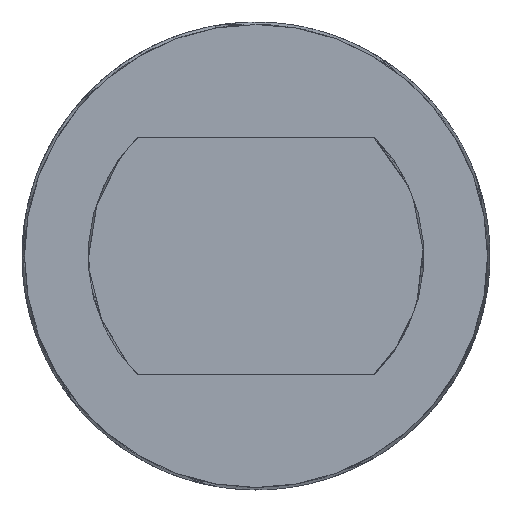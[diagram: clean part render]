
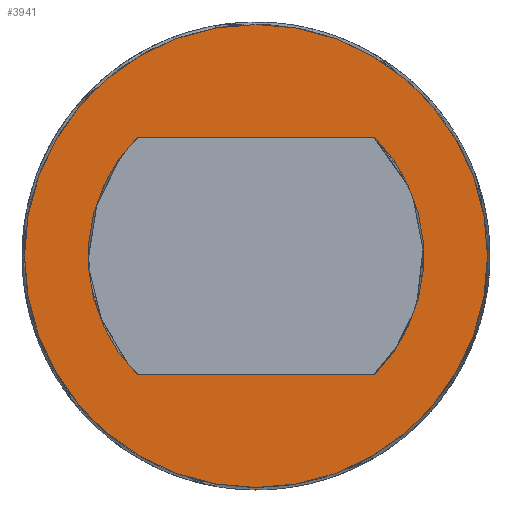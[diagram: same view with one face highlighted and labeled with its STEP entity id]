
A CAD part, front view. The second image highlights one B-rep face of the part: STEP entity #3941.
In plain terms, the highlighted planar face has unit normal (0, -1, 0).
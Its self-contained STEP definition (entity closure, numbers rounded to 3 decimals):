
#15=FACE_BOUND('',#715,.T.);
#121=LINE('',#13513,#180);
#134=LINE('',#14012,#193);
#180=VECTOR('',#4836,10.);
#193=VECTOR('',#4903,10.);
#222=PLANE('',#4261);
#468=FACE_OUTER_BOUND('',#714,.T.);
#714=EDGE_LOOP('',(#3533));
#715=EDGE_LOOP('',(#3534,#3535,#3536,#3537));
#1263=CIRCLE('',#4232,6.925);
#1268=CIRCLE('',#4240,5.02);
#1278=CIRCLE('',#4257,5.02);
#1639=VERTEX_POINT('',#13510);
#1640=VERTEX_POINT('',#13512);
#1644=VERTEX_POINT('',#13525);
#1652=VERTEX_POINT('',#13564);
#1662=VERTEX_POINT('',#14010);
#2239=EDGE_CURVE('',#1640,#1639,#121,.T.);
#2247=EDGE_CURVE('',#1644,#1644,#1263,.T.);
#2260=EDGE_CURVE('',#1639,#1652,#1268,.T.);
#2283=EDGE_CURVE('',#1652,#1662,#134,.T.);
#2285=EDGE_CURVE('',#1662,#1640,#1278,.T.);
#3533=ORIENTED_EDGE('',*,*,#2247,.F.);
#3534=ORIENTED_EDGE('',*,*,#2283,.T.);
#3535=ORIENTED_EDGE('',*,*,#2285,.T.);
#3536=ORIENTED_EDGE('',*,*,#2239,.T.);
#3537=ORIENTED_EDGE('',*,*,#2260,.T.);
#3941=ADVANCED_FACE('',(#468,#15),#222,.F.);
#4232=AXIS2_PLACEMENT_3D('',#13527,#4849,#4850);
#4240=AXIS2_PLACEMENT_3D('',#13566,#4869,#4870);
#4257=AXIS2_PLACEMENT_3D('',#14015,#4907,#4908);
#4261=AXIS2_PLACEMENT_3D('',#14019,#4915,#4916);
#4836=DIRECTION('',(-1.,0.,0.));
#4849=DIRECTION('center_axis',(0.,1.,0.));
#4850=DIRECTION('ref_axis',(-1.,0.,0.));
#4869=DIRECTION('center_axis',(0.,1.,0.));
#4870=DIRECTION('ref_axis',(1.,0.,0.));
#4903=DIRECTION('',(1.,0.,0.));
#4907=DIRECTION('center_axis',(0.,1.,0.));
#4908=DIRECTION('ref_axis',(1.,0.,0.));
#4915=DIRECTION('center_axis',(0.,1.,0.));
#4916=DIRECTION('ref_axis',(0.,0.,1.));
#13510=CARTESIAN_POINT('',(-3.55,0.,-3.55));
#13512=CARTESIAN_POINT('',(3.55,0.,-3.55));
#13513=CARTESIAN_POINT('',(1.775,0.,-3.55));
#13525=CARTESIAN_POINT('',(6.925,0.,0.));
#13527=CARTESIAN_POINT('Origin',(0.,0.,0.));
#13564=CARTESIAN_POINT('',(-3.55,0.,3.55));
#13566=CARTESIAN_POINT('Origin',(0.,0.,0.));
#14010=CARTESIAN_POINT('',(3.55,0.,3.55));
#14012=CARTESIAN_POINT('',(-1.775,0.,3.55));
#14015=CARTESIAN_POINT('Origin',(0.,0.,0.));
#14019=CARTESIAN_POINT('Origin',(0.,0.,0.));
